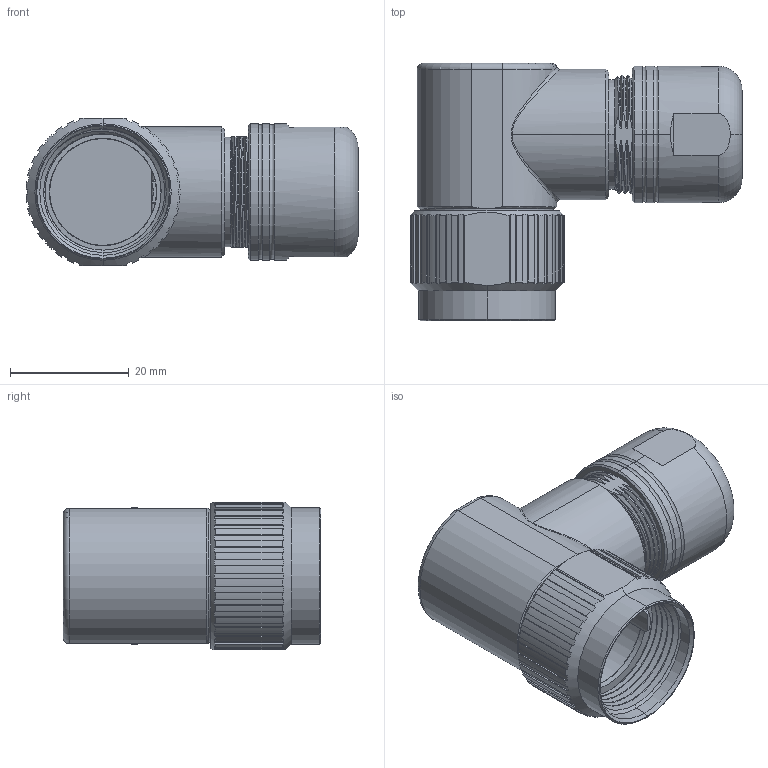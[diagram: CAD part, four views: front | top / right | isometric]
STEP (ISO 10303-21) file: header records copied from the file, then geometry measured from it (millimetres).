
FILE_DESCRIPTION((''),'2;1');
FILE_NAME('M0350-14','2016-06-12T',('ben.guo'),(''),'PRO/ENGINEER BY PARAMETRIC TECHNOLOGY CORPORATION, 2013230','PRO/ENGINEER BY PARAMETRIC TECHNOLOGY CORPORATION, 2013230','');
FILE_SCHEMA(('CONFIG_CONTROL_DESIGN'));
Length unit declared in the file: millimetre
Products named in the file (1): M0350-14
Bounding box: 55.99 x 43.4 x 24.9 mm (x, y, z)
Volume: 13892 mm3; surface area: 17663.7 mm2
Topology: 1 solids, 2 shells, 953 faces, 2829 edges, 1815 vertices
Faces by surface type: plane 445, cylinder 203, bspline 176, cone 85, torus 42, extrusion 2
Entity records: 52183 total; most frequent: CARTESIAN_POINT 28377, ORIENTED_EDGE 5658, DIRECTION 4123, EDGE_CURVE 2829, VERTEX_POINT 1815, AXIS2_PLACEMENT_3D 1528, VECTOR 1067, LINE 1065
